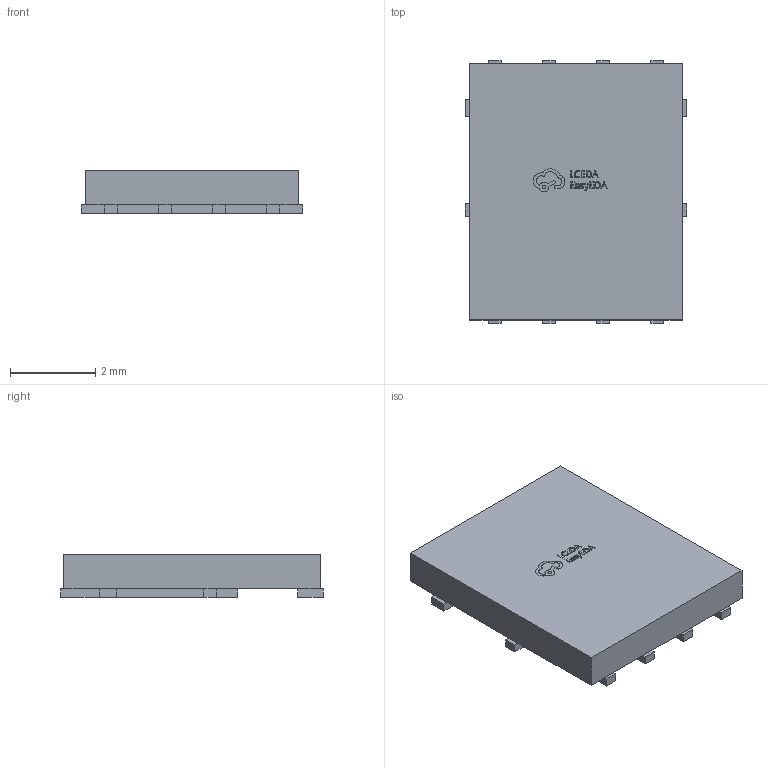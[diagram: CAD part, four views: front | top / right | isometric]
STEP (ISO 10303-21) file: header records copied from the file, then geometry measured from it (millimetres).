
FILE_DESCRIPTION (( 'STEP AP214' ), '1' );
FILE_NAME ('POWERFLAT-8_L5.2-W6.0-P1.27-LS6.2-BL.step', '2022-07-09T03:59:04', ( '' ), ( '' ), 'SwSTEP 2.0', 'SolidWorks 2020', '' );
FILE_SCHEMA (( 'AUTOMOTIVE_DESIGN' ));
Length unit declared in the file: millimetre
Products named in the file (1): POWERFLAT-8_L5.2-W6.0-P1.27-LS6.2-BL
Bounding box: 5.2 x 6.15 x 1 mm (x, y, z)
Volume: 27.2 mm3; surface area: 86.1 mm2
Topology: 1 solids, 1 shells, 361 faces, 975 edges, 642 vertices
Faces by surface type: plane 249, bspline 112
Entity records: 15516 total; most frequent: CARTESIAN_POINT 4083, ORIENTED_EDGE 1950, DIRECTION 1247, EDGE_CURVE 975, LINE 747, VECTOR 747, VERTEX_POINT 642, EDGE_LOOP 387
